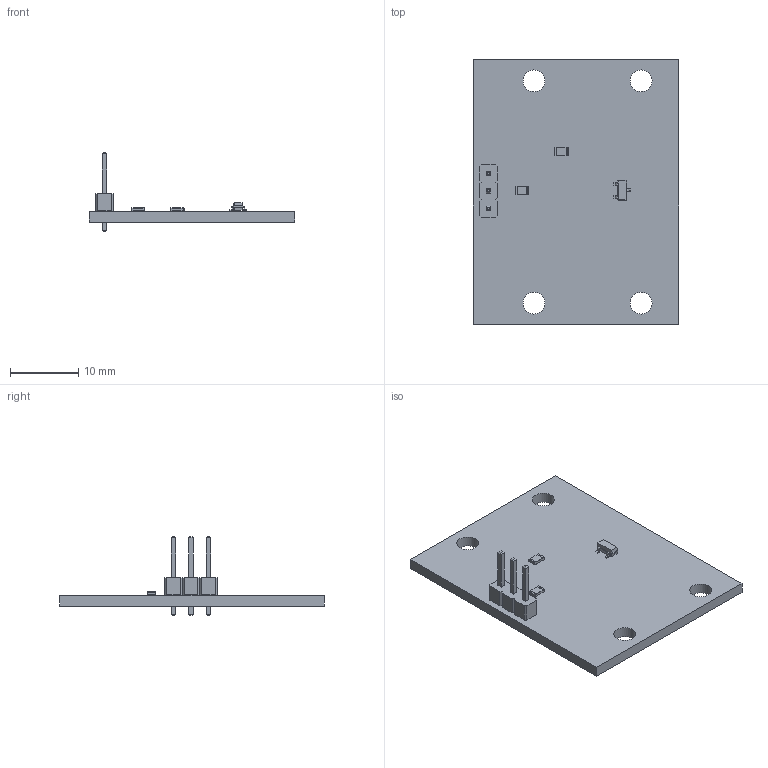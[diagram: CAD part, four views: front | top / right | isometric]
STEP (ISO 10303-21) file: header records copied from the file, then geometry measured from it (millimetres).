
FILE_DESCRIPTION(('KiCad electronic assembly'),'2;1');
FILE_NAME('LED_PCB.step','2020-07-23T10:28:22',('An Author'),( 'A Company'),'Open CASCADE STEP processor 6.9', 'KiCad to STEP converter','Unknown');
FILE_SCHEMA(('AUTOMOTIVE_DESIGN { 1 0 10303 214 1 1 1 1 }'));
Length unit declared in the file: millimetre
Products named in the file (8): Open CASCADE STEP translator 6.9 1; R_0805_2012Metric; SOLID; SOT-23; PinHeader_1x03_P2.54mm_Vertical; COMPOUND
Assembly tree (8 placements, depth 3):
  Open CASCADE STEP translator 6.9 1
    R_0805_2012Metric  x2
      SOLID
    SOT-23
      SOLID
    PinHeader_1x03_P2.54mm_Vertical
      SOLID
    COMPOUND
Bounding box: 30 x 38.6 x 11.54 mm (x, y, z)
Volume: 1863 mm3; surface area: 2738.5 mm2
Topology: 5 solids, 5 shells, 217 faces, 529 edges, 328 vertices
Faces by surface type: plane 155, cylinder 35, bspline 27
Full cylindrical faces by diameter (mm): 1 x3, 3.2 x4
Entity records: 12822 total; most frequent: CARTESIAN_POINT 2149, DIRECTION 1682, LINE 1194, VECTOR 1194, ORIENTED_EDGE 922, PCURVE 922, DEFINITIONAL_REPRESENTATION 922, EDGE_CURVE 461
